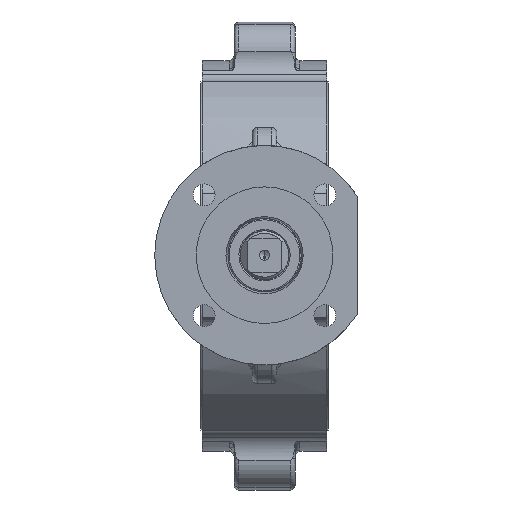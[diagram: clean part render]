
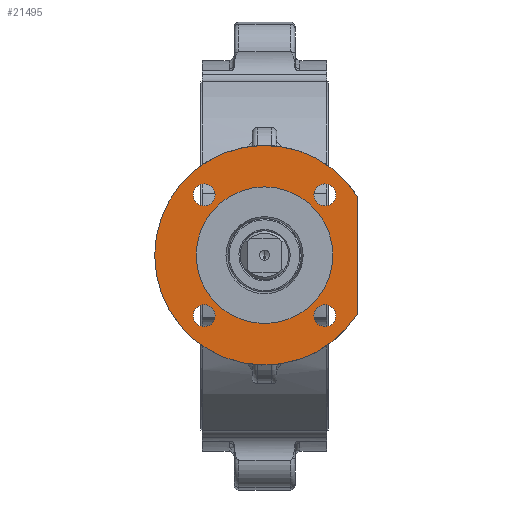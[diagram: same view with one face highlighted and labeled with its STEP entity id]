
A CAD part, top view. The second image highlights one B-rep face of the part: STEP entity #21495.
In plain terms, the highlighted planar face has unit normal (0, 0, 1).
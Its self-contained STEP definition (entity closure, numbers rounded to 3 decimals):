
#2884=CARTESIAN_POINT('',(-45.,0.,185.));
#2885=VERTEX_POINT('',#2884);
#2892=CARTESIAN_POINT('',(38.,24.104,185.));
#2893=VERTEX_POINT('',#2892);
#2894=CARTESIAN_POINT('',(0.,0.,185.));
#2895=DIRECTION('',(0.,0.,1.));
#2896=DIRECTION('',(-1.,0.,0.));
#2897=AXIS2_PLACEMENT_3D('',#2894,#2895,#2896);
#2898=CIRCLE('',#2897,45.);
#2899=EDGE_CURVE('NONE',#2893,#2885,#2898,.T.);
#2998=CARTESIAN_POINT('',(-0.,28.,185.));
#2999=VERTEX_POINT('',#2998);
#3000=CARTESIAN_POINT('',(0.,-28.,185.));
#3001=VERTEX_POINT('',#3000);
#3002=CARTESIAN_POINT('',(0.,0.,185.));
#3003=DIRECTION('',(0.,0.,-1.));
#3004=DIRECTION('',(0.,-1.,0.));
#3005=AXIS2_PLACEMENT_3D('',#3002,#3003,#3004);
#3006=CIRCLE('',#3005,28.);
#3007=EDGE_CURVE('NONE',#2999,#3001,#3006,.T.);
#3423=CARTESIAN_POINT('',(-24.749,20.249,185.));
#3424=VERTEX_POINT('',#3423);
#3431=CARTESIAN_POINT('',(-24.749,29.249,185.));
#3432=VERTEX_POINT('',#3431);
#3433=CARTESIAN_POINT('',(-24.749,24.749,185.));
#3434=DIRECTION('',(-0.,0.,-1.));
#3435=DIRECTION('',(0.,1.,0.));
#3436=AXIS2_PLACEMENT_3D('',#3433,#3434,#3435);
#3437=CIRCLE('',#3436,4.5);
#3438=EDGE_CURVE('NONE',#3432,#3424,#3437,.T.);
#3465=CARTESIAN_POINT('',(-20.249,-24.749,185.));
#3466=VERTEX_POINT('',#3465);
#3473=CARTESIAN_POINT('',(-29.249,-24.749,185.));
#3474=VERTEX_POINT('',#3473);
#3475=CARTESIAN_POINT('',(-24.749,-24.749,185.));
#3476=DIRECTION('',(-0.,-0.,-1.));
#3477=DIRECTION('',(-1.,0.,0.));
#3478=AXIS2_PLACEMENT_3D('',#3475,#3476,#3477);
#3479=CIRCLE('',#3478,4.5);
#3480=EDGE_CURVE('NONE',#3474,#3466,#3479,.T.);
#3507=CARTESIAN_POINT('',(24.749,-20.249,185.));
#3508=VERTEX_POINT('',#3507);
#3515=CARTESIAN_POINT('',(24.749,-29.249,185.));
#3516=VERTEX_POINT('',#3515);
#3517=CARTESIAN_POINT('',(24.749,-24.749,185.));
#3518=DIRECTION('',(-0.,-0.,-1.));
#3519=DIRECTION('',(0.,-1.,0.));
#3520=AXIS2_PLACEMENT_3D('',#3517,#3518,#3519);
#3521=CIRCLE('',#3520,4.5);
#3522=EDGE_CURVE('NONE',#3516,#3508,#3521,.T.);
#3549=CARTESIAN_POINT('',(20.249,24.749,185.));
#3550=VERTEX_POINT('',#3549);
#3557=CARTESIAN_POINT('',(29.249,24.749,185.));
#3558=VERTEX_POINT('',#3557);
#3559=CARTESIAN_POINT('',(24.749,24.749,185.));
#3560=DIRECTION('',(-0.,-0.,-1.));
#3561=DIRECTION('',(1.,0.,-0.));
#3562=AXIS2_PLACEMENT_3D('',#3559,#3560,#3561);
#3563=CIRCLE('',#3562,4.5);
#3564=EDGE_CURVE('NONE',#3558,#3550,#3563,.T.);
#17692=CARTESIAN_POINT('',(38.,-24.104,185.));
#17693=VERTEX_POINT('',#17692);
#17694=CARTESIAN_POINT('',(38.,-24.104,185.));
#17695=DIRECTION('',(0.,1.,0.));
#17696=VECTOR('',#17695,48.208);
#17697=LINE('',#17694,#17696);
#17698=EDGE_CURVE('NONE',#17693,#2893,#17697,.T.);
#20353=CARTESIAN_POINT('',(24.749,24.749,185.));
#20354=DIRECTION('',(-0.,-0.,-1.));
#20355=DIRECTION('',(1.,0.,-0.));
#20356=AXIS2_PLACEMENT_3D('',#20353,#20354,#20355);
#20357=CIRCLE('',#20356,4.5);
#20358=EDGE_CURVE('NONE',#3550,#3558,#20357,.T.);
#20371=CARTESIAN_POINT('',(24.749,-24.749,185.));
#20372=DIRECTION('',(-0.,-0.,-1.));
#20373=DIRECTION('',(0.,-1.,0.));
#20374=AXIS2_PLACEMENT_3D('',#20371,#20372,#20373);
#20375=CIRCLE('',#20374,4.5);
#20376=EDGE_CURVE('NONE',#3508,#3516,#20375,.T.);
#20389=CARTESIAN_POINT('',(-24.749,-24.749,185.));
#20390=DIRECTION('',(-0.,-0.,-1.));
#20391=DIRECTION('',(-1.,0.,0.));
#20392=AXIS2_PLACEMENT_3D('',#20389,#20390,#20391);
#20393=CIRCLE('',#20392,4.5);
#20394=EDGE_CURVE('NONE',#3466,#3474,#20393,.T.);
#20407=CARTESIAN_POINT('',(-24.749,24.749,185.));
#20408=DIRECTION('',(-0.,0.,-1.));
#20409=DIRECTION('',(0.,1.,0.));
#20410=AXIS2_PLACEMENT_3D('',#20407,#20408,#20409);
#20411=CIRCLE('',#20410,4.5);
#20412=EDGE_CURVE('NONE',#3424,#3432,#20411,.T.);
#21384=CARTESIAN_POINT('',(0.,0.,185.));
#21385=DIRECTION('',(0.,0.,-1.));
#21386=DIRECTION('',(0.,-1.,0.));
#21387=AXIS2_PLACEMENT_3D('',#21384,#21385,#21386);
#21388=CIRCLE('',#21387,28.);
#21389=EDGE_CURVE('NONE',#3001,#2999,#21388,.T.);
#21459=CARTESIAN_POINT('',(0.,-14.,185.));
#21460=DIRECTION('',(0.,0.,1.));
#21461=DIRECTION('',(0.,1.,0.));
#21462=AXIS2_PLACEMENT_3D('',#21459,#21460,#21461);
#21463=PLANE('',#21462);
#21464=ORIENTED_EDGE('',*,*,#17698,.T.);
#21465=ORIENTED_EDGE('',*,*,#2899,.T.);
#21466=CARTESIAN_POINT('',(0.,0.,185.));
#21467=DIRECTION('',(0.,0.,1.));
#21468=DIRECTION('',(-1.,0.,0.));
#21469=AXIS2_PLACEMENT_3D('',#21466,#21467,#21468);
#21470=CIRCLE('',#21469,45.);
#21471=EDGE_CURVE('NONE',#2885,#17693,#21470,.T.);
#21472=ORIENTED_EDGE('',*,*,#21471,.T.);
#21473=EDGE_LOOP('',(#21464,#21465,#21472));
#21474=FACE_BOUND('',#21473,.T.);
#21475=ORIENTED_EDGE('',*,*,#3564,.T.);
#21476=ORIENTED_EDGE('',*,*,#20358,.T.);
#21477=EDGE_LOOP('',(#21475,#21476));
#21478=FACE_BOUND('',#21477,.T.);
#21479=ORIENTED_EDGE('',*,*,#3522,.T.);
#21480=ORIENTED_EDGE('',*,*,#20376,.T.);
#21481=EDGE_LOOP('',(#21479,#21480));
#21482=FACE_BOUND('',#21481,.T.);
#21483=ORIENTED_EDGE('',*,*,#3480,.T.);
#21484=ORIENTED_EDGE('',*,*,#20394,.T.);
#21485=EDGE_LOOP('',(#21483,#21484));
#21486=FACE_BOUND('',#21485,.T.);
#21487=ORIENTED_EDGE('',*,*,#3438,.T.);
#21488=ORIENTED_EDGE('',*,*,#20412,.T.);
#21489=EDGE_LOOP('',(#21487,#21488));
#21490=FACE_BOUND('',#21489,.T.);
#21491=ORIENTED_EDGE('',*,*,#21389,.T.);
#21492=ORIENTED_EDGE('',*,*,#3007,.T.);
#21493=EDGE_LOOP('',(#21491,#21492));
#21494=FACE_BOUND('',#21493,.T.);
#21495=ADVANCED_FACE('NONE',(#21474,#21478,#21482,#21486,#21490,#21494),#21463,.T.);
